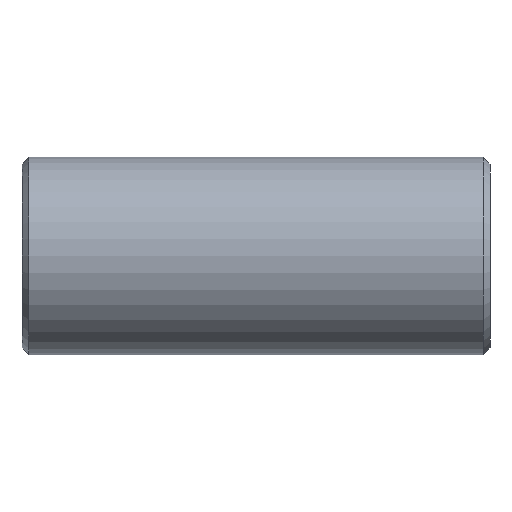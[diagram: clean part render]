
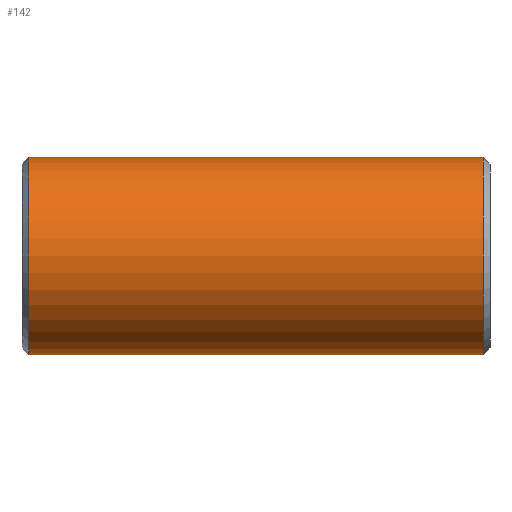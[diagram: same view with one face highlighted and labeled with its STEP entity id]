
A CAD part, front view. The second image highlights one B-rep face of the part: STEP entity #142.
In plain terms, the highlighted cylindrical face has radius 24.13 mm (diameter 48.26 mm), a partial arc.
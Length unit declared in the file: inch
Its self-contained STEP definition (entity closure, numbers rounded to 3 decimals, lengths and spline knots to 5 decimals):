
#9 = VERTEX_POINT ( 'NONE', #492 ) ;
#18 = VECTOR ( 'NONE', #21, 39.37008 ) ;
#21 = DIRECTION ( 'NONE',  ( -1., 0., 0. ) ) ;
#24 = ORIENTED_EDGE ( 'NONE', *, *, #524, .T. ) ;
#27 = CARTESIAN_POINT ( 'NONE',  ( 2.25, 0., 0. ) ) ;
#49 = DIRECTION ( 'NONE',  ( -1., 0., 0. ) ) ;
#50 = ORIENTED_EDGE ( 'NONE', *, *, #205, .T. ) ;
#67 = CARTESIAN_POINT ( 'NONE',  ( 2.25, 0., -0.95 ) ) ;
#74 = FACE_OUTER_BOUND ( 'NONE', #106, .T. ) ;
#80 = EDGE_CURVE ( 'NONE', #404, #9, #429, .T. ) ;
#106 = EDGE_LOOP ( 'NONE', ( #701, #50, #361, #24 ) ) ;
#142 = ADVANCED_FACE ( 'NONE', ( #74 ), #596, .T. ) ;
#170 = CARTESIAN_POINT ( 'NONE',  ( 2.18333, 0., -0.95 ) ) ;
#194 = CARTESIAN_POINT ( 'NONE',  ( 2.18333, 0., 0. ) ) ;
#205 = EDGE_CURVE ( 'NONE', #404, #638, #751, .T. ) ;
#232 = CIRCLE ( 'NONE', #396, 0.95 ) ;
#333 = CARTESIAN_POINT ( 'NONE',  ( -2.18333, 0., 0.95 ) ) ;
#361 = ORIENTED_EDGE ( 'NONE', *, *, #441, .T. ) ;
#374 = DIRECTION ( 'NONE',  ( -1., 0., 0. ) ) ;
#383 = CARTESIAN_POINT ( 'NONE',  ( -2.18333, 0., 0. ) ) ;
#396 = AXIS2_PLACEMENT_3D ( 'NONE', #383, #663, #607 ) ;
#404 = VERTEX_POINT ( 'NONE', #170 ) ;
#411 = VERTEX_POINT ( 'NONE', #333 ) ;
#416 = AXIS2_PLACEMENT_3D ( 'NONE', #194, #374, #608 ) ;
#429 = LINE ( 'NONE', #67, #18 ) ;
#441 = EDGE_CURVE ( 'NONE', #638, #411, #463, .T. ) ;
#460 = AXIS2_PLACEMENT_3D ( 'NONE', #27, #545, #659 ) ;
#463 = LINE ( 'NONE', #568, #688 ) ;
#492 = CARTESIAN_POINT ( 'NONE',  ( -2.18333, 0., -0.95 ) ) ;
#524 = EDGE_CURVE ( 'NONE', #411, #9, #232, .T. ) ;
#543 = CARTESIAN_POINT ( 'NONE',  ( 2.18333, 0., 0.95 ) ) ;
#545 = DIRECTION ( 'NONE',  ( -1., 0., 0. ) ) ;
#568 = CARTESIAN_POINT ( 'NONE',  ( 2.25, 0., 0.95 ) ) ;
#596 = CYLINDRICAL_SURFACE ( 'NONE', #460, 0.95 ) ;
#607 = DIRECTION ( 'NONE',  ( 0., 0., 1. ) ) ;
#608 = DIRECTION ( 'NONE',  ( 0., 0., -1. ) ) ;
#638 = VERTEX_POINT ( 'NONE', #543 ) ;
#659 = DIRECTION ( 'NONE',  ( 0., 0., 1. ) ) ;
#663 = DIRECTION ( 'NONE',  ( 1., 0., 0. ) ) ;
#688 = VECTOR ( 'NONE', #49, 39.37008 ) ;
#701 = ORIENTED_EDGE ( 'NONE', *, *, #80, .F. ) ;
#751 = CIRCLE ( 'NONE', #416, 0.95 ) ;
